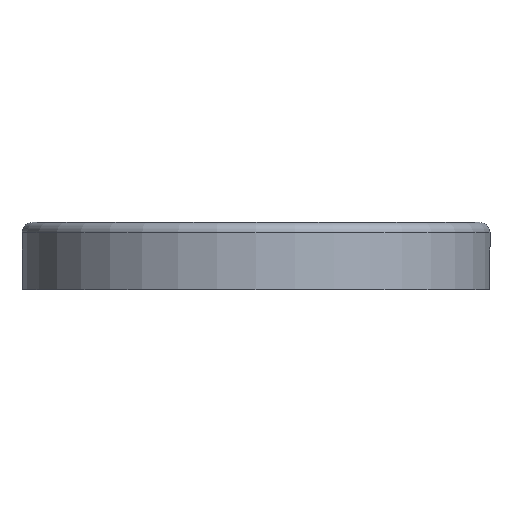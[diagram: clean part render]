
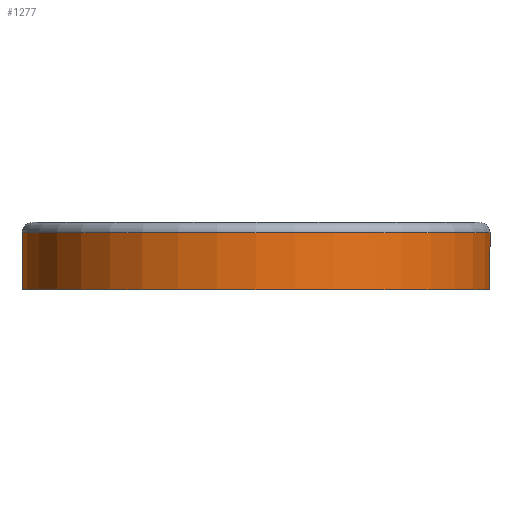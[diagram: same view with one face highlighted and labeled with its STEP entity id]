
A CAD part, front view. The second image highlights one B-rep face of the part: STEP entity #1277.
In plain terms, the highlighted cylindrical face has radius 22.7 mm (diameter 45.4 mm), a partial arc.
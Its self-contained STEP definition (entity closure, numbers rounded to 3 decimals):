
#81=CIRCLE('',#1395,22.7);
#88=CIRCLE('',#1410,22.7);
#106=CYLINDRICAL_SURFACE('',#1412,22.7);
#234=FACE_OUTER_BOUND('',#309,.T.);
#309=EDGE_LOOP('',(#1108,#1109,#1110,#1111));
#385=LINE('',#2461,#462);
#387=LINE('',#2479,#464);
#462=VECTOR('',#1684,10.);
#464=VECTOR('',#1714,10.);
#567=VERTEX_POINT('',#2431);
#572=VERTEX_POINT('',#2445);
#576=VERTEX_POINT('',#2460);
#578=VERTEX_POINT('',#2475);
#744=EDGE_CURVE('',#572,#567,#81,.T.);
#748=EDGE_CURVE('',#567,#576,#385,.T.);
#755=EDGE_CURVE('',#576,#578,#88,.T.);
#757=EDGE_CURVE('',#578,#572,#387,.T.);
#1108=ORIENTED_EDGE('',*,*,#744,.F.);
#1109=ORIENTED_EDGE('',*,*,#757,.F.);
#1110=ORIENTED_EDGE('',*,*,#755,.F.);
#1111=ORIENTED_EDGE('',*,*,#748,.F.);
#1277=ADVANCED_FACE('',(#234),#106,.T.);
#1395=AXIS2_PLACEMENT_3D('',#2452,#1674,#1675);
#1410=AXIS2_PLACEMENT_3D('',#2476,#1708,#1709);
#1412=AXIS2_PLACEMENT_3D('',#2478,#1712,#1713);
#1674=DIRECTION('center_axis',(0.,0.,
1.));
#1675=DIRECTION('ref_axis',(0.,-1.,0.));
#1684=DIRECTION('',(0.,0.,-1.));
#1708=DIRECTION('center_axis',(0.,0.,
-1.));
#1709=DIRECTION('ref_axis',(-0.702,0.712,0.));
#1712=DIRECTION('center_axis',(0.,0.,1.));
#1713=DIRECTION('ref_axis',(0.,-1.,0.));
#1714=DIRECTION('',(0.,0.,1.));
#2431=CARTESIAN_POINT('',(-20.707,-34.641,38.1));
#2445=CARTESIAN_POINT('',(-52.593,-34.641,38.1));
#2452=CARTESIAN_POINT('Origin',(-36.65,-50.8,38.1));
#2460=CARTESIAN_POINT('',(-20.707,-34.641,32.6));
#2461=CARTESIAN_POINT('',(-20.707,-34.641,36.6));
#2475=CARTESIAN_POINT('',(-52.593,-34.641,32.6));
#2476=CARTESIAN_POINT('Origin',(-36.65,-50.8,32.6));
#2478=CARTESIAN_POINT('Origin',(-36.65,-50.8,36.6));
#2479=CARTESIAN_POINT('',(-52.593,-34.641,36.6));
